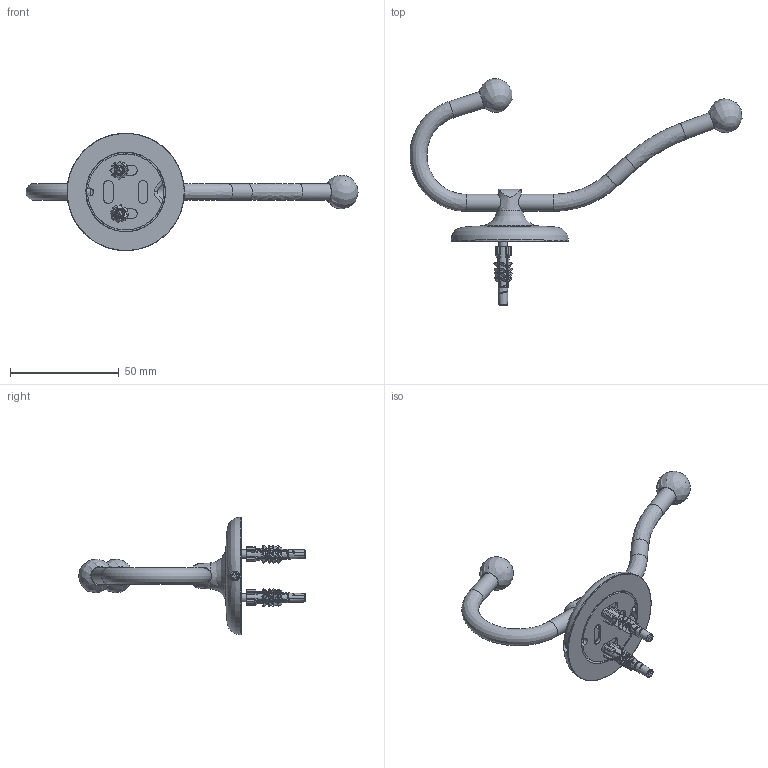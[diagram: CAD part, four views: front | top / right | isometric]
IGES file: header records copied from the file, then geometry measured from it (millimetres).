
Global section: file name: N1039; native system: Autodesk Inventor 2018; preprocessor: unknown; author: sbajwa; date: 20190705.122353; units: millimetre
Bounding box: 152.79 x 104.38 x 53.98 mm (x, y, z)
Volume: 25825 mm3; surface area: 19271.8 mm2
Topology: 10 solids, 10 shells, 574 faces, 1709 edges, 1137 vertices
Faces by surface type: bspline 574
